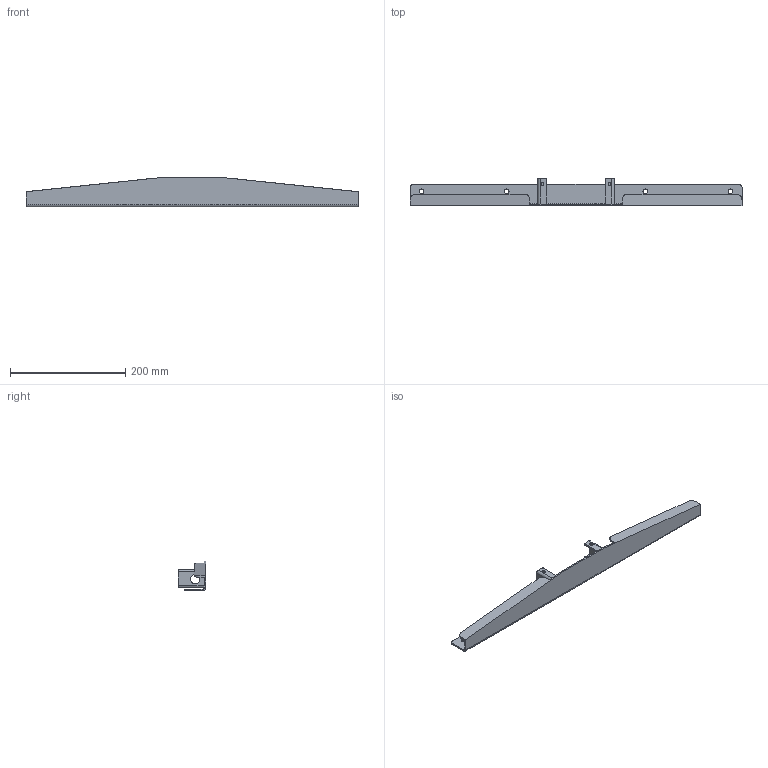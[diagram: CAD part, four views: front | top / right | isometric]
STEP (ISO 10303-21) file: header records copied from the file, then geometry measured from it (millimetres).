
FILE_DESCRIPTION((''),'2;1');
FILE_NAME('JC35TS-0557','2021-01-08T12:48:43',('sa'),('捷昌驱动'),'CREO PARAMETRIC BY PTC INC, 2018100','CREO PARAMETRIC BY PTC INC, 2018100','');
FILE_SCHEMA(('CONFIG_CONTROL_DESIGN'));
Length unit declared in the file: millimetre
Products named in the file (1): JC35TS-0557
Bounding box: 575 x 47.5 x 51 mm (x, y, z)
Volume: 137398.4 mm3; surface area: 112872.6 mm2
Topology: 1 solids, 9 shells, 323 faces, 906 edges, 612 vertices
Faces by surface type: plane 163, extrusion 120, cylinder 40
Entity records: 10885 total; most frequent: CARTESIAN_POINT 2896, ORIENTED_EDGE 1780, DIRECTION 1262, EDGE_CURVE 906, VECTOR 702, VERTEX_POINT 612, LINE 582, B_SPLINE_CURVE_WITH_KNOTS 368
